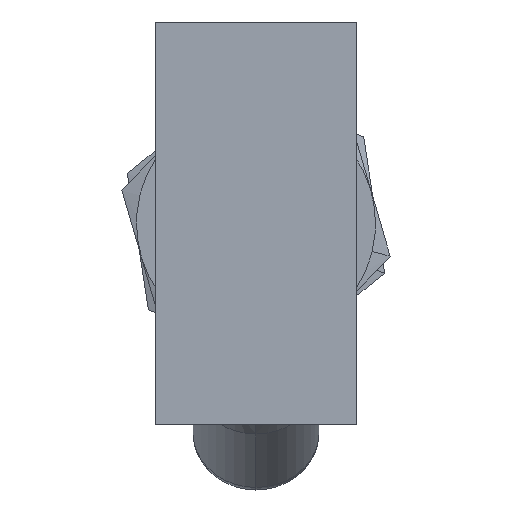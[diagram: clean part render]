
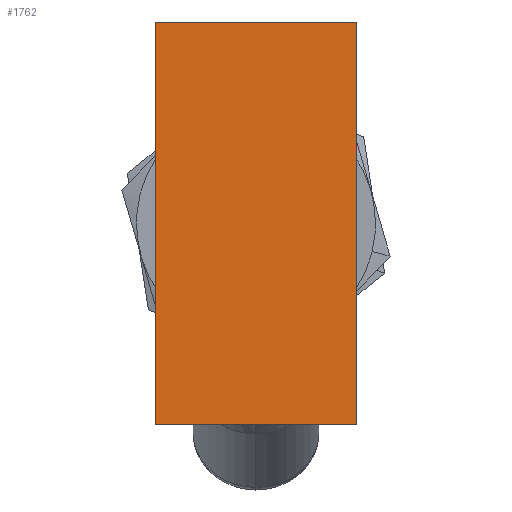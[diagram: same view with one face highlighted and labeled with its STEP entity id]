
A CAD part, front view. The second image highlights one B-rep face of the part: STEP entity #1762.
In plain terms, the highlighted planar face has unit normal (0, -1, 0).
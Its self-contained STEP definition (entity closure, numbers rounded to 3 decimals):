
#271 = VECTOR ( 'NONE', #9267, 1000. ) ;
#297 = DIRECTION ( 'NONE',  ( 1., 0., 0. ) ) ;
#650 = VERTEX_POINT ( 'NONE', #10059 ) ;
#1431 = CARTESIAN_POINT ( 'NONE',  ( 21.532, 3.96, 13.343 ) ) ;
#1478 = ORIENTED_EDGE ( 'NONE', *, *, #2705, .F. ) ;
#1762 = ADVANCED_FACE ( 'NONE', ( #8440 ), #8938, .T. ) ;
#1791 = DIRECTION ( 'NONE',  ( 0., -1., 0. ) ) ;
#2136 = ORIENTED_EDGE ( 'NONE', *, *, #10786, .F. ) ;
#2705 = EDGE_CURVE ( 'NONE', #5109, #650, #3716, .T. ) ;
#3329 = EDGE_CURVE ( 'NONE', #11224, #5109, #9552, .T. ) ;
#3716 = LINE ( 'NONE', #1431, #8210 ) ;
#3883 = CARTESIAN_POINT ( 'NONE',  ( 21.532, 3.96, 13.343 ) ) ;
#4971 = ORIENTED_EDGE ( 'NONE', *, *, #3329, .F. ) ;
#5085 = LINE ( 'NONE', #9671, #11662 ) ;
#5109 = VERTEX_POINT ( 'NONE', #10411 ) ;
#5675 = VECTOR ( 'NONE', #297, 1000. ) ;
#6187 = VERTEX_POINT ( 'NONE', #8927 ) ;
#7738 = CARTESIAN_POINT ( 'NONE',  ( 37.532, 3.96, 13.343 ) ) ;
#7754 = DIRECTION ( 'NONE',  ( 0., 0., 1. ) ) ;
#8069 = LINE ( 'NONE', #11061, #5675 ) ;
#8070 = DIRECTION ( 'NONE',  ( 0., 0., -1. ) ) ;
#8210 = VECTOR ( 'NONE', #7754, 1000. ) ;
#8440 = FACE_OUTER_BOUND ( 'NONE', #10886, .T. ) ;
#8927 = CARTESIAN_POINT ( 'NONE',  ( 37.532, 3.96, 45.343 ) ) ;
#8938 = PLANE ( 'NONE',  #10619 ) ;
#9267 = DIRECTION ( 'NONE',  ( -1., 0., 0. ) ) ;
#9347 = ORIENTED_EDGE ( 'NONE', *, *, #11072, .F. ) ;
#9552 = LINE ( 'NONE', #3883, #271 ) ;
#9671 = CARTESIAN_POINT ( 'NONE',  ( 37.532, 3.96, 13.343 ) ) ;
#9707 = DIRECTION ( 'NONE',  ( 0., 0., -1. ) ) ;
#10059 = CARTESIAN_POINT ( 'NONE',  ( 21.532, 3.96, 45.343 ) ) ;
#10411 = CARTESIAN_POINT ( 'NONE',  ( 21.532, 3.96, 13.343 ) ) ;
#10619 = AXIS2_PLACEMENT_3D ( 'NONE', #11610, #1791, #8070 ) ;
#10786 = EDGE_CURVE ( 'NONE', #6187, #11224, #5085, .T. ) ;
#10886 = EDGE_LOOP ( 'NONE', ( #4971, #2136, #9347, #1478 ) ) ;
#11061 = CARTESIAN_POINT ( 'NONE',  ( 21.532, 3.96, 45.343 ) ) ;
#11072 = EDGE_CURVE ( 'NONE', #650, #6187, #8069, .T. ) ;
#11224 = VERTEX_POINT ( 'NONE', #7738 ) ;
#11610 = CARTESIAN_POINT ( 'NONE',  ( 37.532, 3.96, 13.343 ) ) ;
#11662 = VECTOR ( 'NONE', #9707, 1000. ) ;
